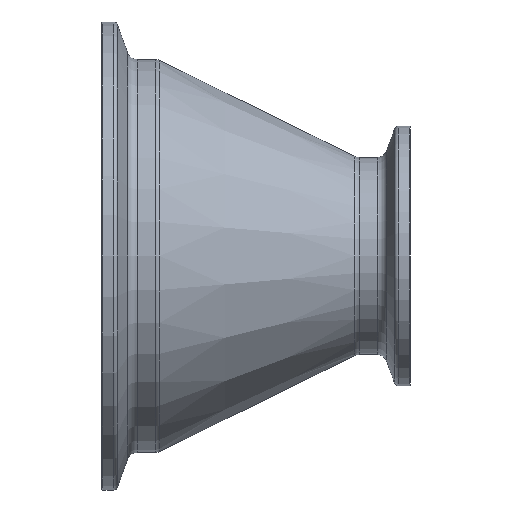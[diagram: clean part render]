
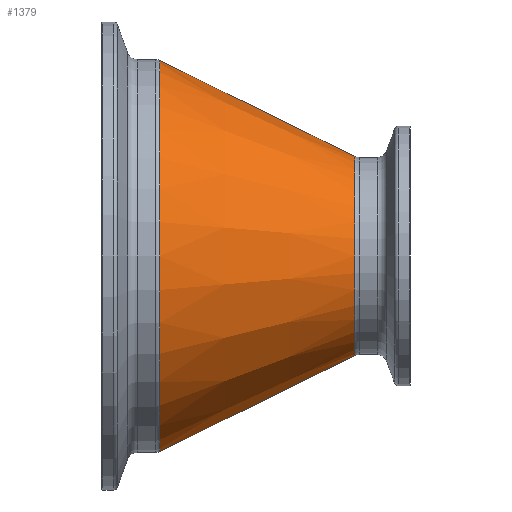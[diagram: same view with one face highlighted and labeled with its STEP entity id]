
A CAD part, front view. The second image highlights one B-rep face of the part: STEP entity #1379.
In plain terms, the highlighted conical face has half-angle 26.203 degrees and reference radius 19.381 mm.
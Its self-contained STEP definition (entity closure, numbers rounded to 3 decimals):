
#1 = VECTOR ( 'NONE', #44, 1000. ) ;
#44 = DIRECTION ( 'NONE',  ( -0.897, 0., 0.442 ) ) ;
#143 = CONICAL_SURFACE ( 'NONE', #1156, 19.381, 0.457 ) ;
#194 = EDGE_CURVE ( 'NONE', #1566, #444, #498, .T. ) ;
#260 = DIRECTION ( 'NONE',  ( 0., 0., 1. ) ) ;
#273 = EDGE_CURVE ( 'NONE', #860, #1427, #978, .T. ) ;
#337 = EDGE_LOOP ( 'NONE', ( #514, #832, #1366, #1011 ) ) ;
#431 = CARTESIAN_POINT ( 'NONE',  ( 49.155, 0., 19.381 ) ) ;
#444 = VERTEX_POINT ( 'NONE', #1195 ) ;
#498 = LINE ( 'NONE', #1682, #1431 ) ;
#514 = ORIENTED_EDGE ( 'NONE', *, *, #194, .F. ) ;
#520 = AXIS2_PLACEMENT_3D ( 'NONE', #686, #1084, #260 ) ;
#525 = CARTESIAN_POINT ( 'NONE',  ( 49.155, 0., 0. ) ) ;
#658 = FACE_OUTER_BOUND ( 'NONE', #337, .T. ) ;
#686 = CARTESIAN_POINT ( 'NONE',  ( 11.281, 0., 0. ) ) ;
#694 = CARTESIAN_POINT ( 'NONE',  ( 11.281, 0., 38.019 ) ) ;
#730 = AXIS2_PLACEMENT_3D ( 'NONE', #525, #909, #1181 ) ;
#832 = ORIENTED_EDGE ( 'NONE', *, *, #1644, .T. ) ;
#860 = VERTEX_POINT ( 'NONE', #999 ) ;
#897 = DIRECTION ( 'NONE',  ( -0.897, 0., -0.442 ) ) ;
#909 = DIRECTION ( 'NONE',  ( -1., 0., 0. ) ) ;
#920 = CARTESIAN_POINT ( 'NONE',  ( 49.155, 0., 0. ) ) ;
#978 = LINE ( 'NONE', #431, #1 ) ;
#999 = CARTESIAN_POINT ( 'NONE',  ( 49.155, 0., 19.381 ) ) ;
#1011 = ORIENTED_EDGE ( 'NONE', *, *, #1309, .F. ) ;
#1084 = DIRECTION ( 'NONE',  ( -1., 0., 0. ) ) ;
#1156 = AXIS2_PLACEMENT_3D ( 'NONE', #920, #1695, #1572 ) ;
#1181 = DIRECTION ( 'NONE',  ( 0., 0., 1. ) ) ;
#1195 = CARTESIAN_POINT ( 'NONE',  ( 11.281, 0., -38.019 ) ) ;
#1260 = CIRCLE ( 'NONE', #730, 19.381 ) ;
#1309 = EDGE_CURVE ( 'NONE', #444, #1427, #1503, .T. ) ;
#1366 = ORIENTED_EDGE ( 'NONE', *, *, #273, .T. ) ;
#1379 = ADVANCED_FACE ( 'NONE', ( #658 ), #143, .T. ) ;
#1427 = VERTEX_POINT ( 'NONE', #694 ) ;
#1431 = VECTOR ( 'NONE', #897, 1000. ) ;
#1503 = CIRCLE ( 'NONE', #520, 38.019 ) ;
#1566 = VERTEX_POINT ( 'NONE', #1678 ) ;
#1572 = DIRECTION ( 'NONE',  ( 0., 0., 1. ) ) ;
#1644 = EDGE_CURVE ( 'NONE', #1566, #860, #1260, .T. ) ;
#1678 = CARTESIAN_POINT ( 'NONE',  ( 49.155, 0., -19.381 ) ) ;
#1682 = CARTESIAN_POINT ( 'NONE',  ( 49.155, 0., -19.381 ) ) ;
#1695 = DIRECTION ( 'NONE',  ( -1., 0., 0. ) ) ;
